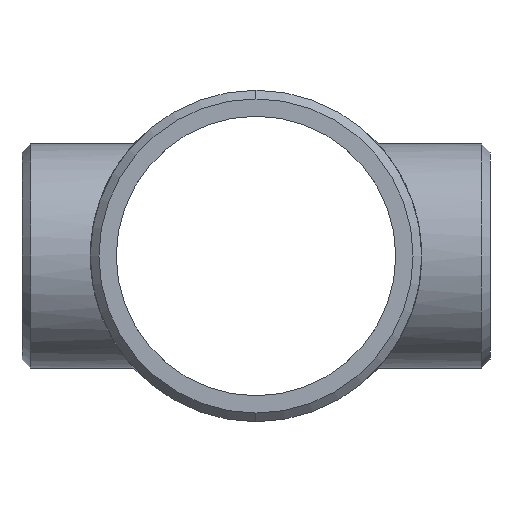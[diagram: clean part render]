
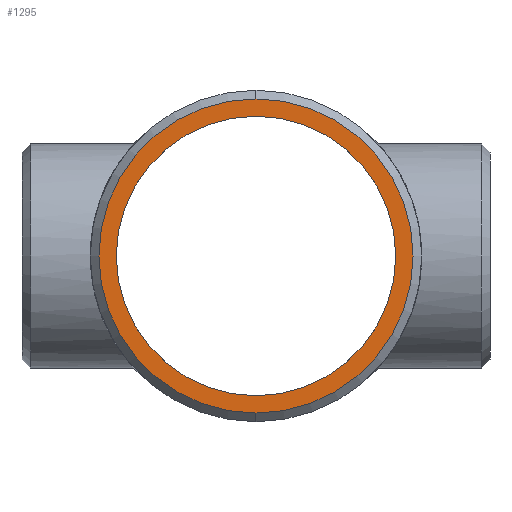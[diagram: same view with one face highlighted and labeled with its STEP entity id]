
A CAD part, left-side view. The second image highlights one B-rep face of the part: STEP entity #1295.
In plain terms, the highlighted planar face has unit normal (-1, 0, 0).
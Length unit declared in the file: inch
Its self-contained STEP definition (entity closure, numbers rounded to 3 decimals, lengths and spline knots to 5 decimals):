
#6 = CIRCLE ( 'NONE', #1030, 6.04167 ) ;
#9 = VERTEX_POINT ( 'NONE', #1025 ) ;
#34 = EDGE_LOOP ( 'NONE', ( #250, #559 ) ) ;
#51 = VERTEX_POINT ( 'NONE', #130 ) ;
#74 = AXIS2_PLACEMENT_3D ( 'NONE', #949, #1281, #467 ) ;
#82 = DIRECTION ( 'NONE',  ( -1., 0., 0. ) ) ;
#86 = VERTEX_POINT ( 'NONE', #695 ) ;
#98 = CARTESIAN_POINT ( 'NONE',  ( -10., 0., 0. ) ) ;
#128 = CARTESIAN_POINT ( 'NONE',  ( -10., 0., 0. ) ) ;
#130 = CARTESIAN_POINT ( 'NONE',  ( -10., 0., 6.04167 ) ) ;
#191 = EDGE_CURVE ( 'NONE', #51, #9, #6, .T. ) ;
#204 = ORIENTED_EDGE ( 'NONE', *, *, #191, .T. ) ;
#218 = EDGE_LOOP ( 'NONE', ( #952, #204 ) ) ;
#220 = AXIS2_PLACEMENT_3D ( 'NONE', #1164, #355, #260 ) ;
#250 = ORIENTED_EDGE ( 'NONE', *, *, #822, .T. ) ;
#260 = DIRECTION ( 'NONE',  ( 0., 0., 1. ) ) ;
#282 = CIRCLE ( 'NONE', #785, 5.375 ) ;
#291 = FACE_OUTER_BOUND ( 'NONE', #218, .T. ) ;
#355 = DIRECTION ( 'NONE',  ( 1., 0., 0. ) ) ;
#379 = EDGE_CURVE ( 'NONE', #9, #51, #663, .T. ) ;
#414 = FACE_BOUND ( 'NONE', #34, .T. ) ;
#427 = VERTEX_POINT ( 'NONE', #933 ) ;
#467 = DIRECTION ( 'NONE',  ( 0., 0., 1. ) ) ;
#486 = DIRECTION ( 'NONE',  ( 0., 0., 1. ) ) ;
#515 = CIRCLE ( 'NONE', #220, 5.375 ) ;
#559 = ORIENTED_EDGE ( 'NONE', *, *, #1176, .T. ) ;
#566 = DIRECTION ( 'NONE',  ( 0., 0., 1. ) ) ;
#570 = AXIS2_PLACEMENT_3D ( 'NONE', #98, #82, #1101 ) ;
#663 = CIRCLE ( 'NONE', #74, 6.04167 ) ;
#695 = CARTESIAN_POINT ( 'NONE',  ( -10., 0., -5.375 ) ) ;
#785 = AXIS2_PLACEMENT_3D ( 'NONE', #1107, #1396, #486 ) ;
#822 = EDGE_CURVE ( 'NONE', #427, #86, #515, .T. ) ;
#933 = CARTESIAN_POINT ( 'NONE',  ( -10., 0., 5.375 ) ) ;
#949 = CARTESIAN_POINT ( 'NONE',  ( -10., 0., 0. ) ) ;
#952 = ORIENTED_EDGE ( 'NONE', *, *, #379, .T. ) ;
#1025 = CARTESIAN_POINT ( 'NONE',  ( -10., 0., -6.04167 ) ) ;
#1030 = AXIS2_PLACEMENT_3D ( 'NONE', #128, #1477, #566 ) ;
#1101 = DIRECTION ( 'NONE',  ( 0., 0., -1. ) ) ;
#1107 = CARTESIAN_POINT ( 'NONE',  ( -10., 0., 0. ) ) ;
#1164 = CARTESIAN_POINT ( 'NONE',  ( -10., 0., 0. ) ) ;
#1176 = EDGE_CURVE ( 'NONE', #86, #427, #282, .T. ) ;
#1229 = PLANE ( 'NONE',  #570 ) ;
#1281 = DIRECTION ( 'NONE',  ( -1., 0., 0. ) ) ;
#1295 = ADVANCED_FACE ( 'NONE', ( #291, #414 ), #1229, .T. ) ;
#1396 = DIRECTION ( 'NONE',  ( 1., 0., 0. ) ) ;
#1477 = DIRECTION ( 'NONE',  ( -1., 0., 0. ) ) ;
